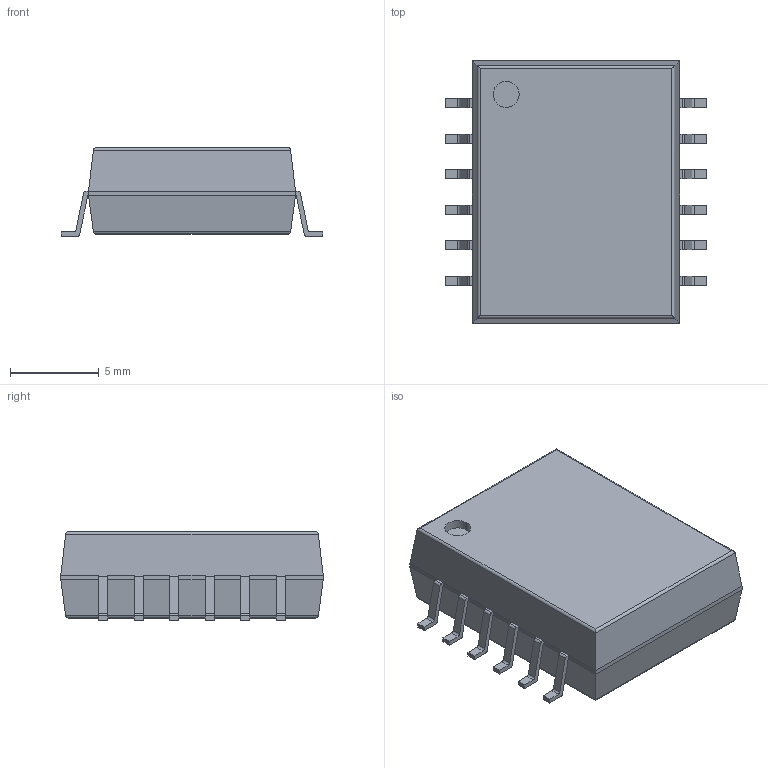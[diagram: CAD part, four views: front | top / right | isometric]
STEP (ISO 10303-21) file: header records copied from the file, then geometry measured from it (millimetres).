
FILE_DESCRIPTION (( 'STEP AP214' ), '1' );
FILE_NAME ('SM91501ALE.STEP', '2021-06-30T05:58:43', ( '' ), ( '' ), 'SwSTEP 2.0', 'SolidWorks 2019', '' );
FILE_SCHEMA (( 'AUTOMOTIVE_DESIGN' ));
Length unit declared in the file: millimetre
Products named in the file (4): SM91501ALE; SM91501ALE.stp; Body.stp; PinsArrayLR.stp
Assembly tree (3 placements, depth 3):
  SM91501ALE
    SM91501ALE.stp
      Body.stp
      PinsArrayLR.stp
Bounding box: 14.73 x 14.81 x 5 mm (x, y, z)
Volume: 811.3 mm3; surface area: 632.5 mm2
Topology: 13 solids, 13 shells, 181 faces, 446 edges, 292 vertices
Faces by surface type: plane 135, cylinder 46
Entity records: 5523 total; most frequent: CARTESIAN_POINT 950, ORIENTED_EDGE 892, DIRECTION 890, EDGE_CURVE 446, VECTOR 362, LINE 362, VERTEX_POINT 292, AXIS2_PLACEMENT_3D 264
